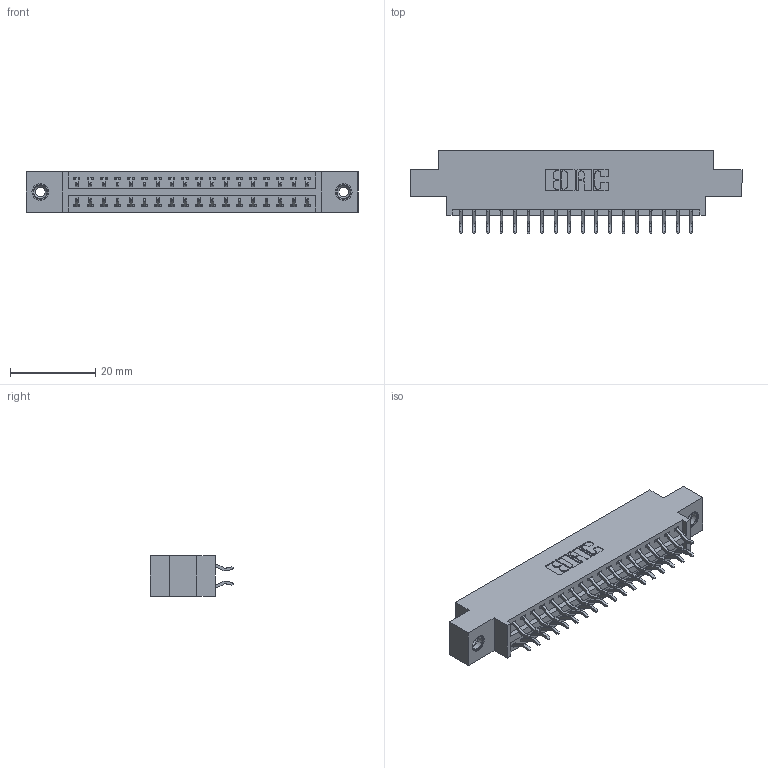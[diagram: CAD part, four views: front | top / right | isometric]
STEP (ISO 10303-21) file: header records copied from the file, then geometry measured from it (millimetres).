
FILE_DESCRIPTION (( 'STEP AP203' ), '1' );
FILE_NAME ('346-036-556-808.STEP', '2018-08-24T02:24:14', ( '' ), ( '' ), 'SwSTEP 2.0', 'SolidWorks 2016', '' );
FILE_SCHEMA (( 'CONFIG_CONTROL_DESIGN' ));
Length unit declared in the file: inch
Products named in the file (4): 345-292-001_556 Tail; 345-250-001_345-250-003-102; 346-036-556-808; 346 Part_0.170 Offset - 0.156 Dia-TI
Assembly tree (39 placements, depth 2):
  346-036-556-808
    346 Part_0.170 Offset - 0.156 Dia-TI
    345-292-001_556 Tail  x36
    345-250-001_345-250-003-102  x2
Bounding box: 77.72 x 19.57 x 9.4 mm (x, y, z)
Volume: 7230.1 mm3; surface area: 9727.2 mm2
Topology: 39 solids, 39 shells, 2274 faces, 6705 edges, 4414 vertices
Faces by surface type: plane 1516, cylinder 742, cone 12, torus 4
Entity records: 16516 total; most frequent: CARTESIAN_POINT 2755, ORIENTED_EDGE 2670, DIRECTION 2493, EDGE_CURVE 1335, LINE 1103, VECTOR 1103, VERTEX_POINT 884, AXIS2_PLACEMENT_3D 695
